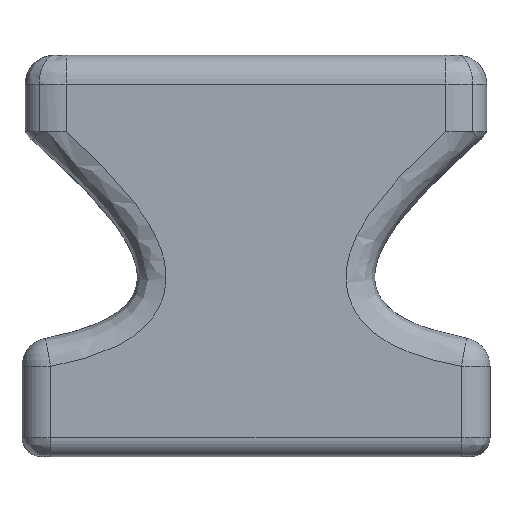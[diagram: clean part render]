
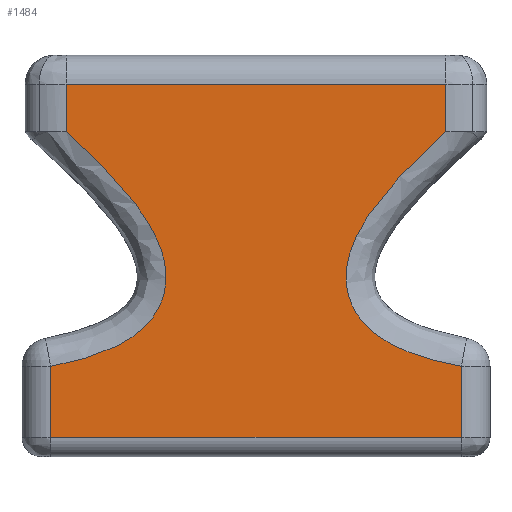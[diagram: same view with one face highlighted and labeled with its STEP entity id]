
A CAD part, front view. The second image highlights one B-rep face of the part: STEP entity #1484.
In plain terms, the highlighted planar face has unit normal (0, -1, 0).
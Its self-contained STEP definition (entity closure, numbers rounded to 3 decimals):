
#103=B_SPLINE_CURVE_WITH_KNOTS('',3,(#3251,#3252,#3253,#3254,#3255,#3256,
#3257,#3258,#3259,#3260,#3261,#3262,#3263),.UNSPECIFIED.,.F.,.F.,(4,1,1,
1,1,1,1,1,1,1,4),(-3.559,-3.234,-2.695,
-2.156,-1.886,-1.617,-1.347,
-1.078,-0.539,-0.269,0.),
 .UNSPECIFIED.);
#105=B_SPLINE_CURVE_WITH_KNOTS('',3,(#3282,#3283,#3284,#3285,#3286,#3287,
#3288,#3289,#3290,#3291,#3292,#3293),.UNSPECIFIED.,.F.,.F.,(4,1,1,1,1,1,
1,1,1,4),(-3.773,-3.234,-2.695,-2.425,
-2.156,-1.886,-1.617,-1.078,
-0.539,-0.214),.UNSPECIFIED.);
#147=PLANE('',#1614);
#228=FACE_OUTER_BOUND('',#328,.T.);
#328=EDGE_LOOP('',(#1227,#1228,#1229,#1230,#1231,#1232,#1233,#1234));
#368=LINE('',#2010,#460);
#419=LINE('',#2883,#511);
#435=LINE('',#3113,#527);
#437=LINE('',#3143,#529);
#440=LINE('',#3280,#532);
#441=LINE('',#3294,#533);
#460=VECTOR('',#1672,10.);
#511=VECTOR('',#1809,10.);
#527=VECTOR('',#1863,10.);
#529=VECTOR('',#1865,10.);
#532=VECTOR('',#1890,10.);
#533=VECTOR('',#1891,10.);
#611=VERTEX_POINT('',#2002);
#613=VERTEX_POINT('',#2008);
#692=VERTEX_POINT('',#2863);
#694=VERTEX_POINT('',#2879);
#708=VERTEX_POINT('',#3112);
#710=VERTEX_POINT('',#3135);
#715=VERTEX_POINT('',#3250);
#717=VERTEX_POINT('',#3281);
#747=EDGE_CURVE('',#613,#611,#368,.T.);
#855=EDGE_CURVE('',#692,#694,#419,.T.);
#888=EDGE_CURVE('',#708,#694,#435,.T.);
#892=EDGE_CURVE('',#710,#692,#437,.T.);
#902=EDGE_CURVE('',#708,#715,#103,.T.);
#905=EDGE_CURVE('',#715,#613,#440,.T.);
#906=EDGE_CURVE('',#717,#710,#105,.T.);
#907=EDGE_CURVE('',#611,#717,#441,.T.);
#1227=ORIENTED_EDGE('',*,*,#747,.F.);
#1228=ORIENTED_EDGE('',*,*,#905,.F.);
#1229=ORIENTED_EDGE('',*,*,#902,.F.);
#1230=ORIENTED_EDGE('',*,*,#888,.T.);
#1231=ORIENTED_EDGE('',*,*,#855,.F.);
#1232=ORIENTED_EDGE('',*,*,#892,.F.);
#1233=ORIENTED_EDGE('',*,*,#906,.F.);
#1234=ORIENTED_EDGE('',*,*,#907,.F.);
#1484=ADVANCED_FACE('',(#228),#147,.F.);
#1614=AXIS2_PLACEMENT_3D('',#3279,#1888,#1889);
#1672=DIRECTION('',(-1.,0.,0.));
#1809=DIRECTION('',(1.,0.,0.));
#1863=DIRECTION('',(0.,0.,1.));
#1865=DIRECTION('',(0.,0.,1.));
#1888=DIRECTION('center_axis',(0.,1.,0.));
#1889=DIRECTION('ref_axis',(1.,0.,0.));
#1890=DIRECTION('',(0.,0.,-1.));
#1891=DIRECTION('',(0.,0.,1.));
#2002=CARTESIAN_POINT('',(3.,0.,3.));
#2008=CARTESIAN_POINT('',(46.,0.,3.));
#2010=CARTESIAN_POINT('',(24.5,0.,3.));
#2863=CARTESIAN_POINT('',(4.619,0.,40.));
#2879=CARTESIAN_POINT('',(44.381,0.,40.));
#2883=CARTESIAN_POINT('',(24.5,0.,40.));
#3112=CARTESIAN_POINT('',(44.381,0.,35.));
#3113=CARTESIAN_POINT('',(44.381,0.,35.));
#3135=CARTESIAN_POINT('',(4.619,0.,35.));
#3143=CARTESIAN_POINT('',(4.619,0.,35.));
#3250=CARTESIAN_POINT('',(46.,0.,10.44));
#3251=CARTESIAN_POINT('Ctrl Pts',(44.381,0.,
35.));
#3252=CARTESIAN_POINT('Ctrl Pts',(43.57,0.,
34.283));
#3253=CARTESIAN_POINT('Ctrl Pts',(41.449,0.,
32.34));
#3254=CARTESIAN_POINT('Ctrl Pts',(38.199,0.,
28.979));
#3255=CARTESIAN_POINT('Ctrl Pts',(35.502,0.,
25.351));
#3256=CARTESIAN_POINT('Ctrl Pts',(34.107,0.,
22.015));
#3257=CARTESIAN_POINT('Ctrl Pts',(33.775,0.,
19.304));
#3258=CARTESIAN_POINT('Ctrl Pts',(34.453,0.,
16.64));
#3259=CARTESIAN_POINT('Ctrl Pts',(36.659,0.,
13.716));
#3260=CARTESIAN_POINT('Ctrl Pts',(39.939,0.,
12.032));
#3261=CARTESIAN_POINT('Ctrl Pts',(43.359,0.,
10.984));
#3262=CARTESIAN_POINT('Ctrl Pts',(45.117,0.,
10.604));
#3263=CARTESIAN_POINT('Ctrl Pts',(46.,0.,
10.44));
#3279=CARTESIAN_POINT('Origin',(24.5,0.,25.));
#3280=CARTESIAN_POINT('',(46.,0.,37.5));
#3281=CARTESIAN_POINT('',(3.,0.,10.44));
#3282=CARTESIAN_POINT('Ctrl Pts',(3.,0.,
10.44));
#3283=CARTESIAN_POINT('Ctrl Pts',(4.766,0.,
10.769));
#3284=CARTESIAN_POINT('Ctrl Pts',(8.257,0.,
11.616));
#3285=CARTESIAN_POINT('Ctrl Pts',(12.331,0.,
13.717));
#3286=CARTESIAN_POINT('Ctrl Pts',(14.547,0.,
16.641));
#3287=CARTESIAN_POINT('Ctrl Pts',(15.225,0.,
19.304));
#3288=CARTESIAN_POINT('Ctrl Pts',(14.893,0.,
22.015));
#3289=CARTESIAN_POINT('Ctrl Pts',(13.494,0.,
25.35));
#3290=CARTESIAN_POINT('Ctrl Pts',(10.806,0.,
28.979));
#3291=CARTESIAN_POINT('Ctrl Pts',(7.552,0.,
32.339));
#3292=CARTESIAN_POINT('Ctrl Pts',(5.43,0.,
34.283));
#3293=CARTESIAN_POINT('Ctrl Pts',(4.619,0.,
35.));
#3294=CARTESIAN_POINT('',(3.,0.,12.5));
